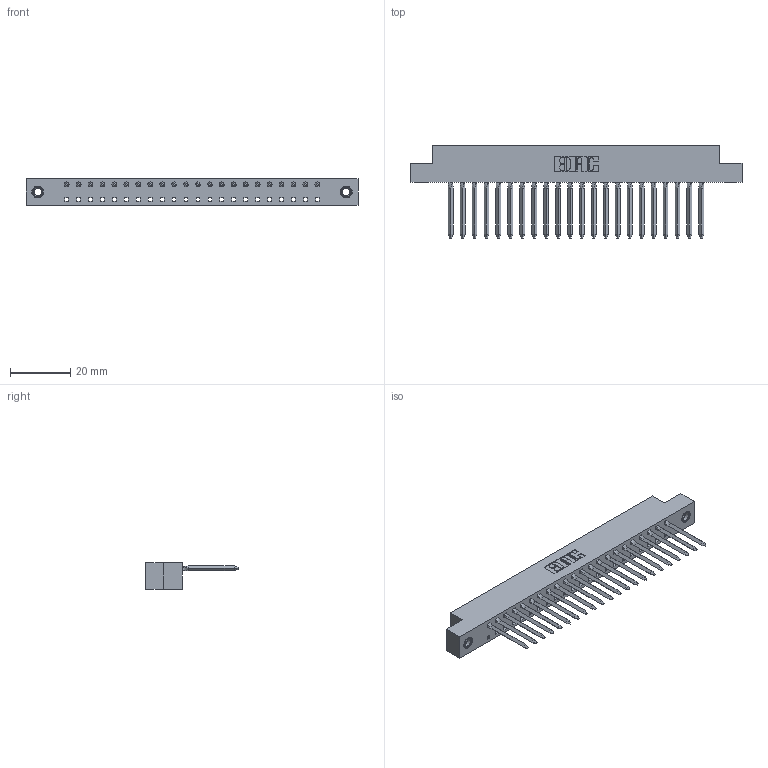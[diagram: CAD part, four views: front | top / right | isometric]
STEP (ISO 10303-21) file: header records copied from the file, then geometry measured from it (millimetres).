
FILE_DESCRIPTION (( 'STEP AP203' ), '1' );
FILE_NAME ('338-022-541-107.STEP', '2020-03-24T17:46:30', ( '' ), ( '' ), 'SwSTEP 2.0', 'SolidWorks 2016', '' );
FILE_SCHEMA (( 'CONFIG_CONTROL_DESIGN' ));
Length unit declared in the file: inch
Products named in the file (4): 345-250-001_345-250-005-103; 338-210-001_338-210-022-004; 338-022-541-107; 338-290-001_541
Assembly tree (25 placements, depth 2):
  338-022-541-107
    338-210-001_338-210-022-004
    338-290-001_541  x22
    345-250-001_345-250-005-103  x2
Bounding box: 110.19 x 30.56 x 8.71 mm (x, y, z)
Volume: 7699 mm3; surface area: 12436.7 mm2
Topology: 25 solids, 25 shells, 2200 faces, 6041 edges, 3858 vertices
Faces by surface type: plane 1512, cylinder 584, bspline 88, cone 12, torus 4
Entity records: 45461 total; most frequent: CARTESIAN_POINT 9101, ORIENTED_EDGE 7656, DIRECTION 7157, EDGE_CURVE 3828, VECTOR 2845, LINE 2845, VERTEX_POINT 2484, AXIS2_PLACEMENT_3D 2156
